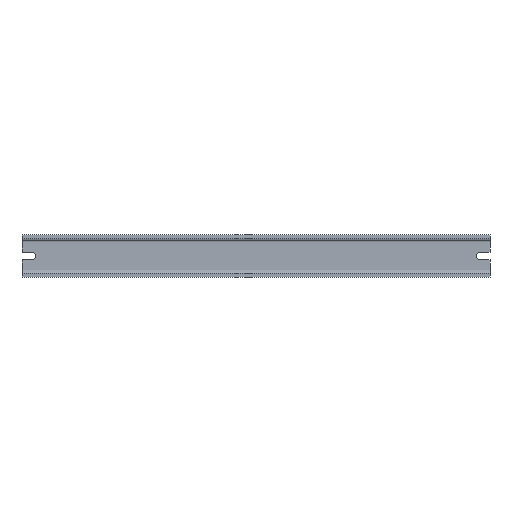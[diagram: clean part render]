
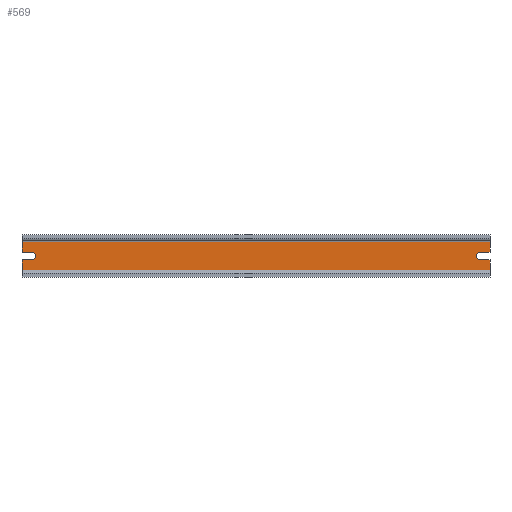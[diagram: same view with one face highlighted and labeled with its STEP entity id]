
A CAD part, top view. The second image highlights one B-rep face of the part: STEP entity #569.
In plain terms, the highlighted planar face has unit normal (0, 0, 1).
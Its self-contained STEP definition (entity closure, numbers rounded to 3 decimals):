
#21=PLANE('',#631);
#43=FACE_OUTER_BOUND('',#73,.T.);
#73=EDGE_LOOP('',(#431,#432,#433,#434,#435,#436,#437,#438,#439,#440,#441,
#442));
#98=LINE('',#841,#162);
#102=LINE('',#848,#166);
#105=LINE('',#856,#169);
#109=LINE('',#865,#173);
#117=LINE('',#891,#181);
#118=LINE('',#894,#182);
#125=LINE('',#915,#189);
#126=LINE('',#917,#190);
#127=LINE('',#919,#191);
#128=LINE('',#920,#192);
#162=VECTOR('',#674,10.);
#166=VECTOR('',#680,10.);
#169=VECTOR('',#685,10.);
#173=VECTOR('',#691,10.);
#181=VECTOR('',#715,10.);
#182=VECTOR('',#718,10.);
#189=VECTOR('',#735,10.);
#190=VECTOR('',#736,10.);
#191=VECTOR('',#737,10.);
#192=VECTOR('',#738,10.);
#224=CIRCLE('',#613,3.2);
#226=CIRCLE('',#620,3.2);
#245=VERTEX_POINT('',#832);
#246=VERTEX_POINT('',#834);
#248=VERTEX_POINT('',#840);
#250=VERTEX_POINT('',#846);
#253=VERTEX_POINT('',#853);
#254=VERTEX_POINT('',#855);
#257=VERTEX_POINT('',#862);
#258=VERTEX_POINT('',#864);
#268=VERTEX_POINT('',#889);
#269=VERTEX_POINT('',#893);
#279=VERTEX_POINT('',#916);
#280=VERTEX_POINT('',#918);
#301=EDGE_CURVE('',#246,#245,#224,.T.);
#304=EDGE_CURVE('',#248,#246,#98,.T.);
#308=EDGE_CURVE('',#245,#250,#102,.T.);
#311=EDGE_CURVE('',#254,#253,#105,.T.);
#315=EDGE_CURVE('',#258,#257,#109,.T.);
#318=EDGE_CURVE('',#257,#254,#226,.T.);
#329=EDGE_CURVE('',#250,#268,#117,.T.);
#330=EDGE_CURVE('',#269,#258,#118,.T.);
#341=EDGE_CURVE('',#269,#268,#125,.T.);
#342=EDGE_CURVE('',#253,#279,#126,.T.);
#343=EDGE_CURVE('',#279,#280,#127,.T.);
#344=EDGE_CURVE('',#280,#248,#128,.T.);
#431=ORIENTED_EDGE('',*,*,#304,.T.);
#432=ORIENTED_EDGE('',*,*,#301,.T.);
#433=ORIENTED_EDGE('',*,*,#308,.T.);
#434=ORIENTED_EDGE('',*,*,#329,.T.);
#435=ORIENTED_EDGE('',*,*,#341,.F.);
#436=ORIENTED_EDGE('',*,*,#330,.T.);
#437=ORIENTED_EDGE('',*,*,#315,.T.);
#438=ORIENTED_EDGE('',*,*,#318,.T.);
#439=ORIENTED_EDGE('',*,*,#311,.T.);
#440=ORIENTED_EDGE('',*,*,#342,.T.);
#441=ORIENTED_EDGE('',*,*,#343,.T.);
#442=ORIENTED_EDGE('',*,*,#344,.T.);
#569=ADVANCED_FACE('',(#43),#21,.T.);
#613=AXIS2_PLACEMENT_3D('',#835,#668,#669);
#620=AXIS2_PLACEMENT_3D('',#869,#697,#698);
#631=AXIS2_PLACEMENT_3D('',#914,#733,#734);
#668=DIRECTION('center_axis',(0.,0.,-1.));
#669=DIRECTION('ref_axis',(0.,1.,0.));
#674=DIRECTION('',(-1.,0.,0.));
#680=DIRECTION('',(1.,0.,0.));
#685=DIRECTION('',(-1.,0.,0.));
#691=DIRECTION('',(1.,0.,0.));
#697=DIRECTION('center_axis',(0.,0.,-1.));
#698=DIRECTION('ref_axis',(0.,1.,0.));
#715=DIRECTION('',(0.,1.,0.));
#718=DIRECTION('',(0.,-1.,0.));
#733=DIRECTION('center_axis',(0.,0.,1.));
#734=DIRECTION('ref_axis',(1.,0.,0.));
#735=DIRECTION('',(1.,0.,0.));
#736=DIRECTION('',(0.,-1.,0.));
#737=DIRECTION('',(1.,0.,0.));
#738=DIRECTION('',(0.,1.,0.));
#832=CARTESIAN_POINT('',(377.,20.7,1.));
#834=CARTESIAN_POINT('',(377.,14.3,1.));
#835=CARTESIAN_POINT('Origin',(377.,17.5,1.));
#840=CARTESIAN_POINT('',(385.,14.3,1.));
#841=CARTESIAN_POINT('',(192.5,14.3,1.));
#846=CARTESIAN_POINT('',(385.,20.7,1.));
#848=CARTESIAN_POINT('',(188.5,20.7,1.));
#853=CARTESIAN_POINT('',(0.,14.3,1.));
#855=CARTESIAN_POINT('',(8.,14.3,1.));
#856=CARTESIAN_POINT('',(4.,14.3,1.));
#862=CARTESIAN_POINT('',(8.,20.7,1.));
#864=CARTESIAN_POINT('',(0.,20.7,1.));
#865=CARTESIAN_POINT('',(0.,20.7,1.));
#869=CARTESIAN_POINT('Origin',(8.,17.5,1.));
#889=CARTESIAN_POINT('',(385.,29.2,1.));
#891=CARTESIAN_POINT('',(385.,29.2,1.));
#893=CARTESIAN_POINT('',(0.,29.2,1.));
#894=CARTESIAN_POINT('',(0.,29.2,1.));
#914=CARTESIAN_POINT('Origin',(0.,5.8,1.));
#915=CARTESIAN_POINT('',(0.,29.2,1.));
#916=CARTESIAN_POINT('',(0.,5.8,1.));
#917=CARTESIAN_POINT('',(0.,29.2,1.));
#918=CARTESIAN_POINT('',(385.,5.8,1.));
#919=CARTESIAN_POINT('',(0.,5.8,1.));
#920=CARTESIAN_POINT('',(385.,29.2,1.));
